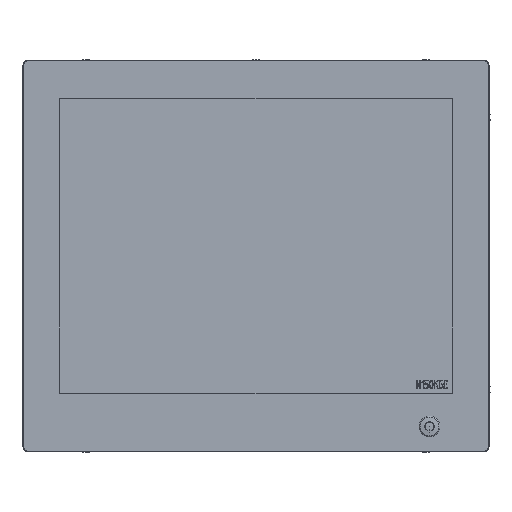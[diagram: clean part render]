
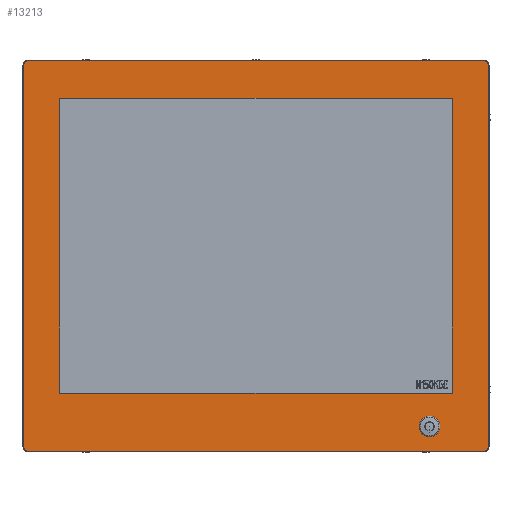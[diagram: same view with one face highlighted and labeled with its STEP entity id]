
A CAD part, front view. The second image highlights one B-rep face of the part: STEP entity #13213.
In plain terms, the highlighted planar face has unit normal (0, -1, 0).
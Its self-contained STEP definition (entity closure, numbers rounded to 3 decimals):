
#235=CIRCLE('',#13828,3.5);
#236=CIRCLE('',#13829,3.5);
#237=CIRCLE('',#13830,3.5);
#238=CIRCLE('',#13831,3.5);
#446=LINE('',#18363,#999);
#447=LINE('',#18367,#1000);
#448=LINE('',#18371,#1001);
#449=LINE('',#18375,#1002);
#450=LINE('',#18376,#1003);
#451=LINE('',#18379,#1004);
#452=LINE('',#18381,#1005);
#453=LINE('',#18383,#1006);
#999=VECTOR('',#14503,1000.);
#1000=VECTOR('',#14506,1000.);
#1001=VECTOR('',#14509,1000.);
#1002=VECTOR('',#14512,1000.);
#1003=VECTOR('',#14513,1000.);
#1004=VECTOR('',#14514,1000.);
#1005=VECTOR('',#14515,1000.);
#1006=VECTOR('',#14516,1000.);
#1879=ORIENTED_EDGE('',*,*,#4648,.T.);
#1880=ORIENTED_EDGE('',*,*,#4649,.T.);
#1881=ORIENTED_EDGE('',*,*,#4650,.T.);
#1882=ORIENTED_EDGE('',*,*,#4651,.T.);
#1883=ORIENTED_EDGE('',*,*,#4652,.T.);
#1884=ORIENTED_EDGE('',*,*,#4653,.T.);
#1885=ORIENTED_EDGE('',*,*,#4654,.T.);
#1886=ORIENTED_EDGE('',*,*,#4655,.T.);
#1887=ORIENTED_EDGE('',*,*,#4656,.F.);
#1888=ORIENTED_EDGE('',*,*,#4657,.F.);
#1889=ORIENTED_EDGE('',*,*,#4658,.F.);
#1890=ORIENTED_EDGE('',*,*,#4659,.F.);
#4648=EDGE_CURVE('',#6032,#6033,#235,.T.);
#4649=EDGE_CURVE('',#6033,#6034,#446,.T.);
#4650=EDGE_CURVE('',#6034,#6035,#236,.T.);
#4651=EDGE_CURVE('',#6035,#6036,#447,.T.);
#4652=EDGE_CURVE('',#6036,#6037,#237,.T.);
#4653=EDGE_CURVE('',#6037,#6038,#448,.T.);
#4654=EDGE_CURVE('',#6038,#6039,#238,.T.);
#4655=EDGE_CURVE('',#6039,#6032,#449,.T.);
#4656=EDGE_CURVE('',#6040,#6041,#450,.T.);
#4657=EDGE_CURVE('',#6042,#6040,#451,.T.);
#4658=EDGE_CURVE('',#6043,#6042,#452,.T.);
#4659=EDGE_CURVE('',#6041,#6043,#453,.T.);
#6032=VERTEX_POINT('',#18361);
#6033=VERTEX_POINT('',#18362);
#6034=VERTEX_POINT('',#18364);
#6035=VERTEX_POINT('',#18366);
#6036=VERTEX_POINT('',#18368);
#6037=VERTEX_POINT('',#18370);
#6038=VERTEX_POINT('',#18372);
#6039=VERTEX_POINT('',#18374);
#6040=VERTEX_POINT('',#18377);
#6041=VERTEX_POINT('',#18378);
#6042=VERTEX_POINT('',#18380);
#6043=VERTEX_POINT('',#18382);
#7403=EDGE_LOOP('',(#1879,#1880,#1881,#1882,#1883,#1884,#1885,#1886));
#7404=EDGE_LOOP('',(#1887,#1888,#1889,#1890));
#8092=FACE_BOUND('',#7403,.T.);
#8093=FACE_BOUND('',#7404,.T.);
#8725=PLANE('',#13827);
#13213=ADVANCED_FACE('',(#8092,#8093),#8725,.T.);
#13827=AXIS2_PLACEMENT_3D('',#18359,#14499,#14500);
#13828=AXIS2_PLACEMENT_3D('',#18360,#14501,#14502);
#13829=AXIS2_PLACEMENT_3D('',#18365,#14504,#14505);
#13830=AXIS2_PLACEMENT_3D('',#18369,#14507,#14508);
#13831=AXIS2_PLACEMENT_3D('',#18373,#14510,#14511);
#14499=DIRECTION('',(0.,-1.,0.));
#14500=DIRECTION('',(0.,0.,-1.));
#14501=DIRECTION('',(0.,-1.,0.));
#14502=DIRECTION('',(0.,0.,-1.));
#14503=DIRECTION('',(1.,0.,0.));
#14504=DIRECTION('',(0.,-1.,0.));
#14505=DIRECTION('',(0.,0.,-1.));
#14506=DIRECTION('',(0.,0.,1.));
#14507=DIRECTION('',(0.,-1.,0.));
#14508=DIRECTION('',(0.,0.,-1.));
#14509=DIRECTION('',(-1.,0.,0.));
#14510=DIRECTION('',(0.,-1.,0.));
#14511=DIRECTION('',(0.,0.,-1.));
#14512=DIRECTION('',(0.,0.,-1.));
#14513=DIRECTION('',(-1.,0.,0.));
#14514=DIRECTION('',(0.,0.,1.));
#14515=DIRECTION('',(1.,0.,0.));
#14516=DIRECTION('',(0.,0.,-1.));
#18359=CARTESIAN_POINT('',(0.,-5.5,0.));
#18360=CARTESIAN_POINT('',(-177.55,-5.5,-156.55));
#18361=CARTESIAN_POINT('',(-181.05,-5.5,-156.55));
#18362=CARTESIAN_POINT('',(-177.55,-5.5,-160.05));
#18363=CARTESIAN_POINT('',(177.55,-5.5,-160.05));
#18364=CARTESIAN_POINT('',(177.55,-5.5,-160.05));
#18365=CARTESIAN_POINT('',(177.55,-5.5,-156.55));
#18366=CARTESIAN_POINT('',(181.05,-5.5,-156.55));
#18367=CARTESIAN_POINT('',(181.05,-5.5,140.55));
#18368=CARTESIAN_POINT('',(181.05,-5.5,140.55));
#18369=CARTESIAN_POINT('',(177.55,-5.5,140.55));
#18370=CARTESIAN_POINT('',(177.55,-5.5,144.05));
#18371=CARTESIAN_POINT('',(-177.55,-5.5,144.05));
#18372=CARTESIAN_POINT('',(-177.55,-5.5,144.05));
#18373=CARTESIAN_POINT('',(-177.55,-5.5,140.55));
#18374=CARTESIAN_POINT('',(-181.05,-5.5,140.55));
#18375=CARTESIAN_POINT('',(-181.05,-5.5,-156.55));
#18376=CARTESIAN_POINT('',(152.95,-5.5,114.9));
#18377=CARTESIAN_POINT('',(152.95,-5.5,114.9));
#18378=CARTESIAN_POINT('',(-152.95,-5.5,114.9));
#18379=CARTESIAN_POINT('',(152.95,-5.5,-114.9));
#18380=CARTESIAN_POINT('',(152.95,-5.5,-114.9));
#18381=CARTESIAN_POINT('',(-152.95,-5.5,-114.9));
#18382=CARTESIAN_POINT('',(-152.95,-5.5,-114.9));
#18383=CARTESIAN_POINT('',(-152.95,-5.5,114.9));
